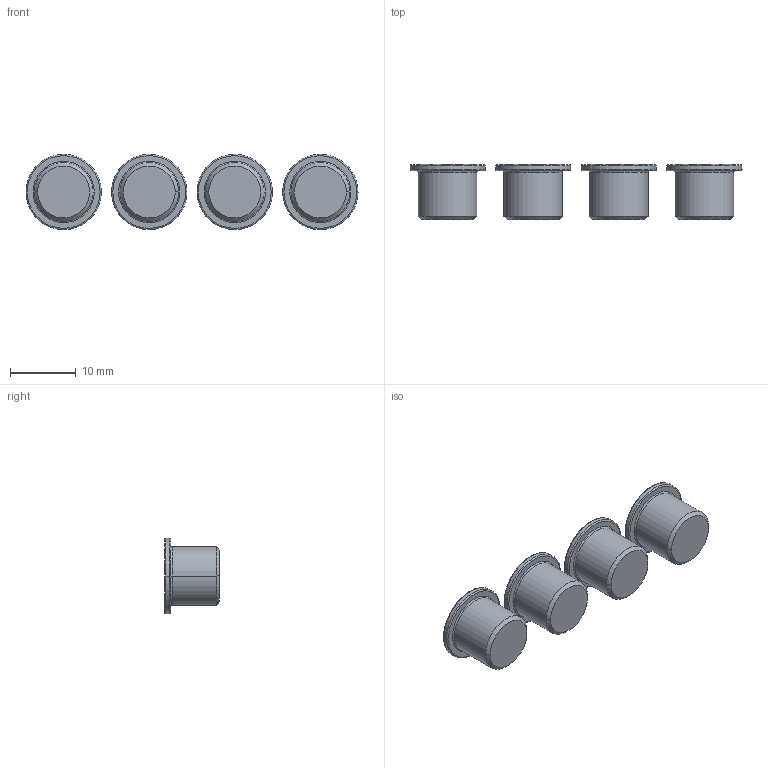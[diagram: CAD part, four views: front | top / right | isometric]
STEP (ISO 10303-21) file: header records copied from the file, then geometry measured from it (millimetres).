
FILE_DESCRIPTION (( 'STEP AP203' ), '1' );
FILE_NAME ('U8015120809 扻斀錼膷 諘蜱齁樏 ST-9 UC2_UC2M (4欙) (000.801.045).STEP', '2022-04-29T05:59:32', ( '' ), ( '' ), 'SwSTEP 2.0', 'SolidWorks 2017', '' );
FILE_SCHEMA (( 'CONFIG_CONTROL_DESIGN' ));
Length unit declared in the file: millimetre
Products named in the file (2): U8015120809 扻斀錼膷 諘蜱齁樏 ST-9 UC2_UC2M (4欙) (000.801.045); ч蜱齁罻 ST-9
Assembly tree (4 placements, depth 2):
  U8015120809 扻斀錼膷 諘蜱齁樏 ST-9 UC2_UC2M (4欙) (000.801.045)
    ч蜱齁罻 ST-9  x4
Bounding box: 50.45 x 8.35 x 11.45 mm (x, y, z)
Volume: 782.7 mm3; surface area: 2456.4 mm2
Topology: 4 solids, 4 shells, 80 faces, 152 edges, 88 vertices
Faces by surface type: torus 32, cylinder 24, plane 16, cone 8
Entity records: 804 total; most frequent: DIRECTION 122, CARTESIAN_POINT 87, ORIENTED_EDGE 76, AXIS2_PLACEMENT_3D 57, EDGE_CURVE 38, CIRCLE 30, VERTEX_POINT 22, EDGE_LOOP 22
